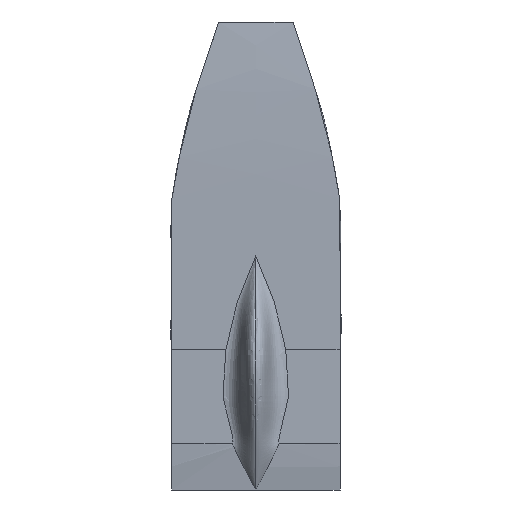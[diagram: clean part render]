
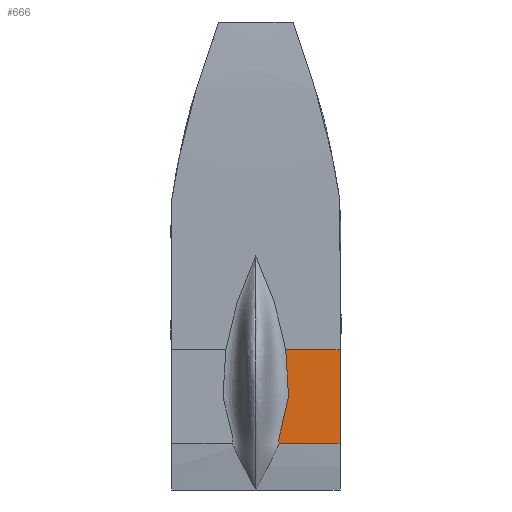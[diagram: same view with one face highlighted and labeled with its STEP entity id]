
A CAD part, top view. The second image highlights one B-rep face of the part: STEP entity #666.
In plain terms, the highlighted planar face has unit normal (0, 0, 1).
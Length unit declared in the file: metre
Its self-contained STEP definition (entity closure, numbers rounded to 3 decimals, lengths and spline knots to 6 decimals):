
#26=PLANE('',#692);
#31=LINE('',#3636,#60);
#54=LINE('',#12726,#83);
#55=LINE('',#12729,#84);
#60=VECTOR('',#701,0.01);
#83=VECTOR('',#740,0.01);
#84=VECTOR('',#745,0.01);
#131=FACE_OUTER_BOUND('',#168,.T.);
#168=EDGE_LOOP('',(#610,#611,#612,#613,#614));
#178=B_SPLINE_CURVE_WITH_KNOTS('',3,(#1815,#1816,#1817,#1818,#1819,#1820,
#1821,#1822,#1823,#1824,#1825,#1826,#1827,#1828),.UNSPECIFIED.,.F.,.F.,
(4,2,2,2,2,2,4),(-0.08029,0.,13.949295,29.879146,
47.26161,61.295656,61.326579),.UNSPECIFIED.);
#179=B_SPLINE_CURVE_WITH_KNOTS('',3,(#1830,#1831,#1832,#1833,#1834,#1835,
#1836,#1837,#1838,#1839,#1840,#1841),.UNSPECIFIED.,.F.,.F.,(4,2,2,2,2,4),
(-0.187311,0.,26.465461,32.172573,40.130965,
40.191784),.UNSPECIFIED.);
#242=VERTEX_POINT('',#1769);
#244=VERTEX_POINT('',#1814);
#245=VERTEX_POINT('',#1829);
#257=VERTEX_POINT('',#3635);
#308=VERTEX_POINT('',#12703);
#310=EDGE_CURVE('',#244,#242,#178,.T.);
#311=EDGE_CURVE('',#245,#244,#179,.T.);
#327=EDGE_CURVE('',#245,#257,#31,.T.);
#409=EDGE_CURVE('',#242,#308,#54,.T.);
#410=EDGE_CURVE('',#308,#257,#55,.T.);
#610=ORIENTED_EDGE('',*,*,#310,.T.);
#611=ORIENTED_EDGE('',*,*,#409,.T.);
#612=ORIENTED_EDGE('',*,*,#410,.T.);
#613=ORIENTED_EDGE('',*,*,#327,.F.);
#614=ORIENTED_EDGE('',*,*,#311,.T.);
#666=ADVANCED_FACE('',(#131),#26,.T.);
#692=AXIS2_PLACEMENT_3D('',#12730,#746,#747);
#701=DIRECTION('',(1.,0.,0.));
#740=DIRECTION('',(1.,0.,0.));
#745=DIRECTION('',(0.,1.,0.));
#746=DIRECTION('center_axis',(0.,0.,1.));
#747=DIRECTION('ref_axis',(1.,0.,0.));
#1769=CARTESIAN_POINT('',(0.25,-4.5,0.55));
#1814=CARTESIAN_POINT('',(0.35,-4.,0.55));
#1815=CARTESIAN_POINT('Ctrl Pts',(0.35,-4.,0.55));
#1816=CARTESIAN_POINT('Ctrl Pts',(0.349962,-4.000265,0.55));
#1817=CARTESIAN_POINT('Ctrl Pts',(0.349924,-4.00053,0.55));
#1818=CARTESIAN_POINT('Ctrl Pts',(0.343239,-4.046815,0.55));
#1819=CARTESIAN_POINT('Ctrl Pts',(0.333493,-4.091049,0.55));
#1820=CARTESIAN_POINT('Ctrl Pts',(0.309784,-4.185607,0.55));
#1821=CARTESIAN_POINT('Ctrl Pts',(0.294992,-4.237663,0.55));
#1822=CARTESIAN_POINT('Ctrl Pts',(0.266407,-4.345533,0.55));
#1823=CARTESIAN_POINT('Ctrl Pts',(0.254761,-4.393909,0.55));
#1824=CARTESIAN_POINT('Ctrl Pts',(0.24564,-4.462384,0.55));
#1825=CARTESIAN_POINT('Ctrl Pts',(0.246326,-4.482751,0.55));
#1826=CARTESIAN_POINT('Ctrl Pts',(0.249984,-4.499924,0.55));
#1827=CARTESIAN_POINT('Ctrl Pts',(0.249992,-4.499962,0.55));
#1828=CARTESIAN_POINT('Ctrl Pts',(0.25,-4.5,0.55));
#1829=CARTESIAN_POINT('',(0.32,-3.5,0.55));
#1830=CARTESIAN_POINT('Ctrl Pts',(0.32,-3.5,0.55));
#1831=CARTESIAN_POINT('Ctrl Pts',(0.320085,-3.500619,0.55));
#1832=CARTESIAN_POINT('Ctrl Pts',(0.32017,-3.501237,0.55));
#1833=CARTESIAN_POINT('Ctrl Pts',(0.332209,-3.58926,0.55));
#1834=CARTESIAN_POINT('Ctrl Pts',(0.334982,-3.663018,0.55));
#1835=CARTESIAN_POINT('Ctrl Pts',(0.341906,-3.81255,0.55));
#1836=CARTESIAN_POINT('Ctrl Pts',(0.34341,-3.844458,0.55));
#1837=CARTESIAN_POINT('Ctrl Pts',(0.347953,-3.930139,0.55));
#1838=CARTESIAN_POINT('Ctrl Pts',(0.34999,-3.963358,0.55));
#1839=CARTESIAN_POINT('Ctrl Pts',(0.35,-3.999452,0.55));
#1840=CARTESIAN_POINT('Ctrl Pts',(0.35,-3.999726,0.55));
#1841=CARTESIAN_POINT('Ctrl Pts',(0.35,-4.,0.55));
#3635=CARTESIAN_POINT('',(0.9,-3.5,0.55));
#3636=CARTESIAN_POINT('',(-0.9,-3.5,0.55));
#12703=CARTESIAN_POINT('',(0.9,-4.5,0.55));
#12726=CARTESIAN_POINT('',(-0.9,-4.5,0.55));
#12729=CARTESIAN_POINT('',(0.9,-5.,0.55));
#12730=CARTESIAN_POINT('Origin',(-0.9,-5.,0.55));
